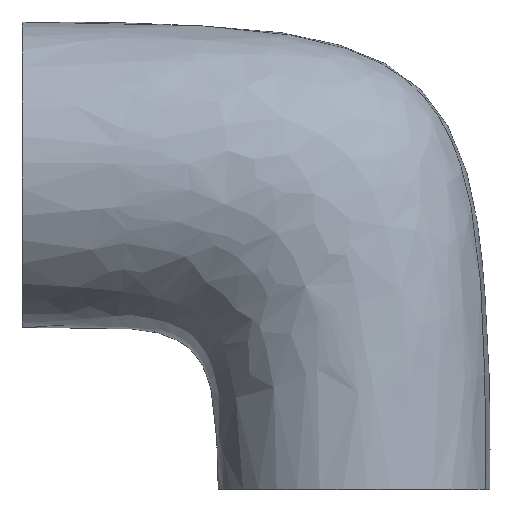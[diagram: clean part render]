
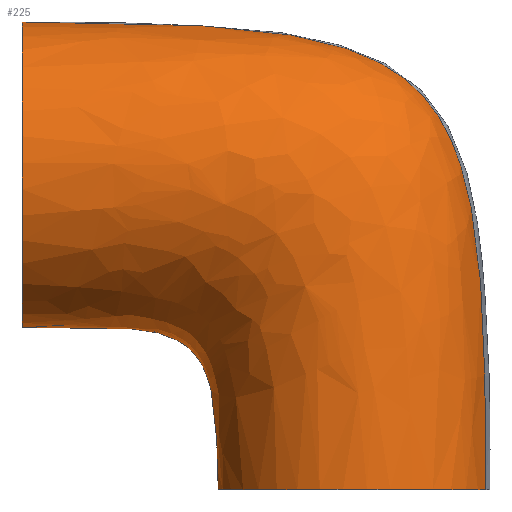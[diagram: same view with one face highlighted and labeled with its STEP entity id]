
A CAD part, top view. The second image highlights one B-rep face of the part: STEP entity #225.
In plain terms, the highlighted free-form (B-spline) face has degree [3, 3] with [18, 4] control points.
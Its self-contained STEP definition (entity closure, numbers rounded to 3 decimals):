
#6 = ORIENTED_EDGE ( 'NONE', *, *, #26, .F. ) ;
#7 = CARTESIAN_POINT ( 'NONE',  ( 15.486, 0., 4.028 ) ) ;
#8 = AXIS2_PLACEMENT_3D ( 'NONE', #76, #77, #207 ) ;
#10 = CARTESIAN_POINT ( 'NONE',  ( -15.486, 0., -4.028 ) ) ;
#12 = CARTESIAN_POINT ( 'NONE',  ( -13.733, 25.373, 16.956 ) ) ;
#14 = CARTESIAN_POINT ( 'NONE',  ( 10.865, 45.002, -13.706 ) ) ;
#16 = CARTESIAN_POINT ( 'NONE',  ( -13.262, 21.598, -12.574 ) ) ;
#18 = CARTESIAN_POINT ( 'NONE',  ( 12.015, 53.259, -10.996 ) ) ;
#20 = CARTESIAN_POINT ( 'NONE',  ( 16.019, 51.817, 0.189 ) ) ;
#26 = EDGE_CURVE ( 'NONE', #202, #31, #222, .T. ) ;
#31 = VERTEX_POINT ( 'NONE', #295 ) ;
#33 = CARTESIAN_POINT ( 'NONE',  ( 2.809, 39.453, 17.263 ) ) ;
#36 = CARTESIAN_POINT ( 'NONE',  ( -20.103, 18.124, 8.149 ) ) ;
#40 = CARTESIAN_POINT ( 'NONE',  ( -39., 25.373, 16.956 ) ) ;
#43 = CARTESIAN_POINT ( 'NONE',  ( -17.708, 18.897, 4.519 ) ) ;
#45 = CARTESIAN_POINT ( 'NONE',  ( -39., 54.964, 1.245 ) ) ;
#51 = CARTESIAN_POINT ( 'NONE',  ( 12.595, 54.916, 1.739 ) ) ;
#53 = ORIENTED_EDGE ( 'NONE', *, *, #156, .F. ) ;
#55 = VERTEX_POINT ( 'NONE', #10 ) ;
#56 = VERTEX_POINT ( 'NONE', #158 ) ;
#57 = CARTESIAN_POINT ( 'NONE',  ( -39., 28.851, -18.876 ) ) ;
#60 = CARTESIAN_POINT ( 'NONE',  ( -39., 54.917, 1.739 ) ) ;
#62 = CARTESIAN_POINT ( 'NONE',  ( -39., 54.868, 2.233 ) ) ;
#64 = CARTESIAN_POINT ( 'NONE',  ( 15.596, 51.671, 3.6 ) ) ;
#65 = CARTESIAN_POINT ( 'NONE',  ( 15.374, 51.519, 4.455 ) ) ;
#67 = CARTESIAN_POINT ( 'NONE',  ( 15.485, 51.595, 4.028 ) ) ;
#68 = CARTESIAN_POINT ( 'NONE',  ( -39., 55.019, 0.261 ) ) ;
#76 = CARTESIAN_POINT ( 'NONE',  ( -39., 37., 0. ) ) ;
#77 = DIRECTION ( 'NONE',  ( -1., 0., 0. ) ) ;
#79 = EDGE_CURVE ( 'NONE', #56, #55, #181, .T. ) ;
#80 = ORIENTED_EDGE ( 'NONE', *, *, #79, .T. ) ;
#81 = DIRECTION ( 'NONE',  ( 0., 1., 0. ) ) ;
#83 = CARTESIAN_POINT ( 'NONE',  ( 10.208, 0., 14.15 ) ) ;
#84 = CARTESIAN_POINT ( 'NONE',  ( 15.809, 0., -7.383 ) ) ;
#85 = CARTESIAN_POINT ( 'NONE',  ( 15.596, 0., 3.6 ) ) ;
#86 = CARTESIAN_POINT ( 'NONE',  ( -8.33, 28.851, -18.876 ) ) ;
#88 = CARTESIAN_POINT ( 'NONE',  ( 15.374, 0., 4.455 ) ) ;
#92 = CARTESIAN_POINT ( 'NONE',  ( 15.119, 0., 5.293 ) ) ;
#104 = CARTESIAN_POINT ( 'NONE',  ( -15.485, 20.247, -4.028 ) ) ;
#108 = CARTESIAN_POINT ( 'NONE',  ( -17.402, 20.044, -11.627 ) ) ;
#109 = CARTESIAN_POINT ( 'NONE',  ( 11.489, 53.994, 6. ) ) ;
#110 = CARTESIAN_POINT ( 'NONE',  ( -39., 54.916, 1.739 ) ) ;
#112 = CARTESIAN_POINT ( 'NONE',  ( -4.519, 0., -17.708 ) ) ;
#117 = EDGE_CURVE ( 'NONE', #55, #31, #254, .T. ) ;
#118 = CARTESIAN_POINT ( 'NONE',  ( 15.809, 51.015, -7.383 ) ) ;
#120 = CARTESIAN_POINT ( 'NONE',  ( 16.019, 0., 0.189 ) ) ;
#123 = AXIS2_PLACEMENT_3D ( 'NONE', #205, #81, #154 ) ;
#126 = CIRCLE ( 'NONE', #8, 18. ) ;
#129 = CARTESIAN_POINT ( 'NONE',  ( -39., 19.083, -1.739 ) ) ;
#131 = CARTESIAN_POINT ( 'NONE',  ( -39., 20.044, -11.627 ) ) ;
#132 = CARTESIAN_POINT ( 'NONE',  ( 15.485, 0., 4.028 ) ) ;
#133 = CARTESIAN_POINT ( 'NONE',  ( 12.671, 54.964, 1.245 ) ) ;
#138 = CARTESIAN_POINT ( 'NONE',  ( 10.208, 47.178, 14.15 ) ) ;
#142 = CARTESIAN_POINT ( 'NONE',  ( -13.262, 0., -12.574 ) ) ;
#144 = CARTESIAN_POINT ( 'NONE',  ( 12.787, 55.019, 0.261 ) ) ;
#154 = DIRECTION ( 'NONE',  ( 0., 0., 1. ) ) ;
#156 = EDGE_CURVE ( 'NONE', #56, #202, #126, .T. ) ;
#158 = CARTESIAN_POINT ( 'NONE',  ( -39., 19.083, -1.739 ) ) ;
#159 = CARTESIAN_POINT ( 'NONE',  ( -39., 43.171, 18.684 ) ) ;
#160 = CARTESIAN_POINT ( 'NONE',  ( 12.332, 54.733, 3.209 ) ) ;
#162 = CARTESIAN_POINT ( 'NONE',  ( 15.485, 51.595, 4.028 ) ) ;
#165 = CARTESIAN_POINT ( 'NONE',  ( -39., 53.994, 6. ) ) ;
#168 = CARTESIAN_POINT ( 'NONE',  ( -39., 18.124, 8.149 ) ) ;
#171 = CARTESIAN_POINT ( 'NONE',  ( 15.781, 51.787, 2.745 ) ) ;
#181 = B_SPLINE_CURVE_WITH_KNOTS ( 'NONE', 3,
 ( #129, #228, #104, #249 ),
 .UNSPECIFIED., .F., .F.,
 ( 4, 4 ),
 ( 0., 1. ),
 .UNSPECIFIED. ) ;
#185 = CARTESIAN_POINT ( 'NONE',  ( -39., 54.733, 3.209 ) ) ;
#186 = CARTESIAN_POINT ( 'NONE',  ( -39., 50.841, 13.918 ) ) ;
#188 = CARTESIAN_POINT ( 'NONE',  ( -39., 53.259, -10.996 ) ) ;
#191 = CARTESIAN_POINT ( 'NONE',  ( -12.574, 25.267, 13.262 ) ) ;
#194 = CARTESIAN_POINT ( 'NONE',  ( 11.957, 54.417, 4.629 ) ) ;
#202 = VERTEX_POINT ( 'NONE', #60 ) ;
#205 = CARTESIAN_POINT ( 'NONE',  ( 0., 0., 0. ) ) ;
#207 = DIRECTION ( 'NONE',  ( 0., -1., 0. ) ) ;
#208 = CARTESIAN_POINT ( 'NONE',  ( 12.519, 54.868, 2.233 ) ) ;
#209 = CARTESIAN_POINT ( 'NONE',  ( 15.119, 51.332, 5.293 ) ) ;
#211 = CARTESIAN_POINT ( 'NONE',  ( 10.865, 0., -13.706 ) ) ;
#214 = CARTESIAN_POINT ( 'NONE',  ( -39., 54.417, 4.629 ) ) ;
#216 = CARTESIAN_POINT ( 'NONE',  ( -39., 54.982, -1.193 ) ) ;
#222 = B_SPLINE_CURVE_WITH_KNOTS ( 'NONE', 3,
 ( #293, #51, #247, #7 ),
 .UNSPECIFIED., .F., .F.,
 ( 4, 4 ),
 ( 0., 1. ),
 .UNSPECIFIED. ) ;
#225 = ADVANCED_FACE ( 'NONE', ( #233 ), #299, .T. ) ;
#228 = CARTESIAN_POINT ( 'NONE',  ( -18.753, 19.084, -1.739 ) ) ;
#229 = CARTESIAN_POINT ( 'NONE',  ( 14.081, 50.489, 7.64 ) ) ;
#231 = CARTESIAN_POINT ( 'NONE',  ( 6.002, 46.649, -17.148 ) ) ;
#233 = FACE_OUTER_BOUND ( 'NONE', #298, .T. ) ;
#236 = CARTESIAN_POINT ( 'NONE',  ( -4.519, 30.67, -17.708 ) ) ;
#239 = CARTESIAN_POINT ( 'NONE',  ( -12.574, 0., 13.262 ) ) ;
#242 = CARTESIAN_POINT ( 'NONE',  ( 15.952, 0., 1.463 ) ) ;
#247 = CARTESIAN_POINT ( 'NONE',  ( 15.485, 51.595, 4.028 ) ) ;
#249 = CARTESIAN_POINT ( 'NONE',  ( -15.486, 0., -4.028 ) ) ;
#251 = CARTESIAN_POINT ( 'NONE',  ( 15.952, 51.854, 1.463 ) ) ;
#253 = CARTESIAN_POINT ( 'NONE',  ( 14.644, 0., 6.495 ) ) ;
#254 = CIRCLE ( 'NONE', #123, 16. ) ;
#256 = CARTESIAN_POINT ( 'NONE',  ( -39., 46.649, -17.148 ) ) ;
#259 = CARTESIAN_POINT ( 'NONE',  ( 8.178, 50.841, 13.918 ) ) ;
#262 = CARTESIAN_POINT ( 'NONE',  ( 2.809, 0., 17.263 ) ) ;
#265 = CARTESIAN_POINT ( 'NONE',  ( 15.781, 0., 2.745 ) ) ;
#273 = CARTESIAN_POINT ( 'NONE',  ( 0.453, 43.171, 18.684 ) ) ;
#274 = CARTESIAN_POINT ( 'NONE',  ( 12.595, 54.916, 1.739 ) ) ;
#278 = CARTESIAN_POINT ( 'NONE',  ( 14.644, 50.957, 6.495 ) ) ;
#280 = CARTESIAN_POINT ( 'NONE',  ( 15.485, 0., 4.028 ) ) ;
#281 = CARTESIAN_POINT ( 'NONE',  ( 12.817, 54.831, -2.62 ) ) ;
#284 = CARTESIAN_POINT ( 'NONE',  ( 14.081, 0., 7.64 ) ) ;
#293 = CARTESIAN_POINT ( 'NONE',  ( -39., 54.917, 1.739 ) ) ;
#295 = CARTESIAN_POINT ( 'NONE',  ( 15.486, 0., 4.028 ) ) ;
#297 = ORIENTED_EDGE ( 'NONE', *, *, #117, .T. ) ;
#298 = EDGE_LOOP ( 'NONE', ( #53, #80, #297, #6 ) ) ;
#299 = B_SPLINE_SURFACE_WITH_KNOTS ( 'NONE', 3, 3, ( 
 ( #300, #274, #162, #132 ),
 ( #62, #208, #65, #88 ),
 ( #185, #160, #209, #92 ),
 ( #214, #194, #278, #253 ),
 ( #165, #109, #229, #284 ),
 ( #186, #259, #138, #83 ),
 ( #159, #273, #33, #262 ),
 ( #40, #12, #191, #239 ),
 ( #168, #36, #43, #301 ),
 ( #131, #108, #16, #142 ),
 ( #57, #86, #236, #112 ),
 ( #256, #231, #14, #211 ),
 ( #188, #18, #118, #84 ),
 ( #306, #281, #20, #120 ),
 ( #216, #308, #251, #242 ),
 ( #68, #144, #171, #265 ),
 ( #45, #133, #64, #85 ),
 ( #110, #302, #67, #280 ) ),
 .UNSPECIFIED., .T., .F., .F.,
 ( 4, 1, 1, 1, 1, 2, 2, 2, 1, 1, 1, 1, 4 ),
 ( 4, 4 ),
 ( 0., 0.012, 0.025, 0.038, 0.05, 0.25, 0.5, 0.75, 0.95, 0.963, 0.975, 0.988, 1. ),
 ( 0., 1. ),
 .UNSPECIFIED. ) ;
#300 = CARTESIAN_POINT ( 'NONE',  ( -39., 54.916, 1.739 ) ) ;
#301 = CARTESIAN_POINT ( 'NONE',  ( -17.708, 0., 4.519 ) ) ;
#302 = CARTESIAN_POINT ( 'NONE',  ( 12.595, 54.916, 1.739 ) ) ;
#306 = CARTESIAN_POINT ( 'NONE',  ( -39., 54.831, -2.62 ) ) ;
#308 = CARTESIAN_POINT ( 'NONE',  ( 12.854, 54.982, -1.193 ) ) ;
